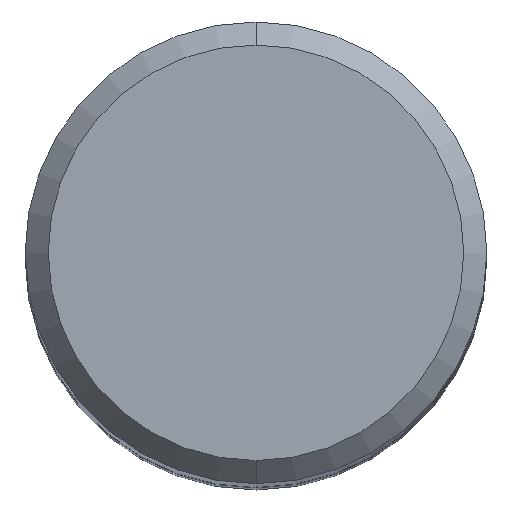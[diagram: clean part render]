
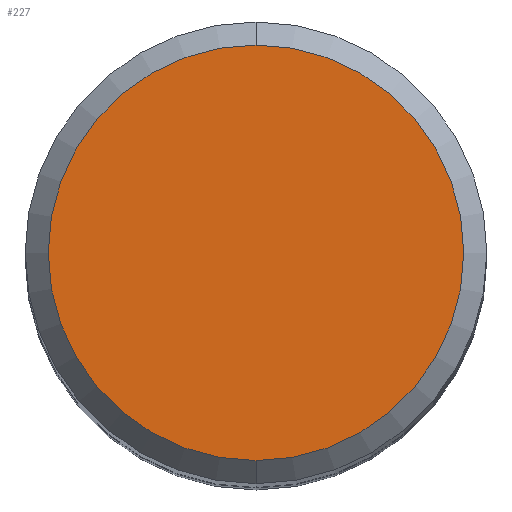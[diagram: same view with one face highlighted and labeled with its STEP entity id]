
A CAD part, top view. The second image highlights one B-rep face of the part: STEP entity #227.
In plain terms, the highlighted planar face has unit normal (0, 0, 1).
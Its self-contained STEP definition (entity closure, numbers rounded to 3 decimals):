
#227=ADVANCED_FACE('',(#535),#536,.T.);
#255=VERTEX_POINT('',#570);
#343=EDGE_CURVE('',#255,#359,#664,.T.);
#359=VERTEX_POINT('',#683);
#431=EDGE_CURVE('',#359,#255,#760,.T.);
#535=FACE_OUTER_BOUND('',#902,.T.);
#536=PLANE('',#903);
#570=CARTESIAN_POINT('',(0.0,3.6,0.0));
#664=CIRCLE('',#1137,3.6);
#683=CARTESIAN_POINT('',(0.,-3.6,0.0));
#760=CIRCLE('',#1398,3.6);
#902=EDGE_LOOP('',(#1518,#1519));
#903=AXIS2_PLACEMENT_3D('',#1520,#1521,#1522);
#1137=AXIS2_PLACEMENT_3D('',#1671,#1672,#1673);
#1398=AXIS2_PLACEMENT_3D('',#1752,#1753,#1754);
#1518=ORIENTED_EDGE('',*,*,#343,.F.);
#1519=ORIENTED_EDGE('',*,*,#431,.F.);
#1520=CARTESIAN_POINT('',(0.0,1.8,0.0));
#1521=DIRECTION('',(-0.0,0.0,1.0));
#1522=DIRECTION('',(0.0,-1.0,0.0));
#1671=CARTESIAN_POINT('',(0.0,0.0,0.0));
#1672=DIRECTION('',(0.0,0.0,-1.0));
#1673=DIRECTION('',(0.0,1.0,0.0));
#1752=CARTESIAN_POINT('',(0.0,0.0,0.0));
#1753=DIRECTION('',(0.0,0.0,-1.0));
#1754=DIRECTION('',(0.0,1.0,0.0));
